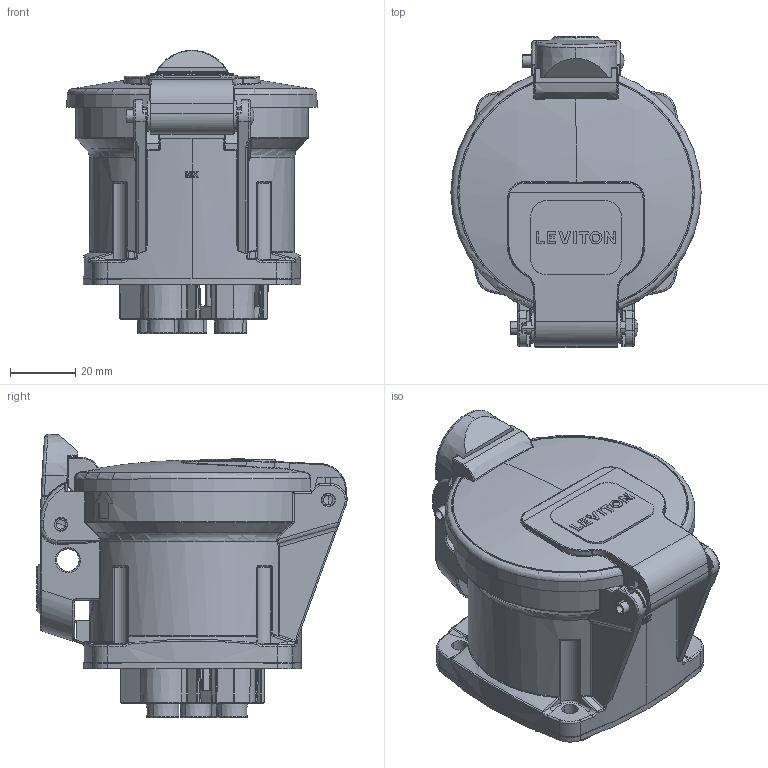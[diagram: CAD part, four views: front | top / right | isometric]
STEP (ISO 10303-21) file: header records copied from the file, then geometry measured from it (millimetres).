
FILE_DESCRIPTION (( 'STEP AP214' ), '1' );
FILE_NAME ('ORC6794-30R043.STEP', '2025-09-12T14:37:52', ( '' ), ( '' ), 'SwSTEP 2.0', 'SolidWorks 2024', '' );
FILE_SCHEMA (( 'AUTOMOTIVE_DESIGN' ));
Products named in the file (1): ORC6794-30R043
Bounding box: 77 x 95.44 x 87.16 mm (x, y, z)
Surface area: 51162.9 mm2 (no closed solid volume)
Topology: 0 solids, 20 shells, 1196 faces, 4131 edges, 2802 vertices
Faces by surface type: plane 320, cylinder 314, bspline 299, torus 145, cone 85, sphere 33
Entity records: 66604 total; most frequent: CARTESIAN_POINT 35435, ORIENTED_EDGE 6507, DIRECTION 5699, EDGE_CURVE 4107, VERTEX_POINT 2801, AXIS2_PLACEMENT_3D 2197, LINE 1305, VECTOR 1305
